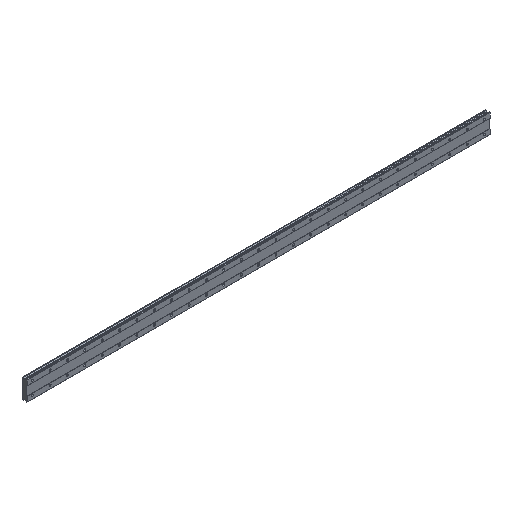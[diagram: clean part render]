
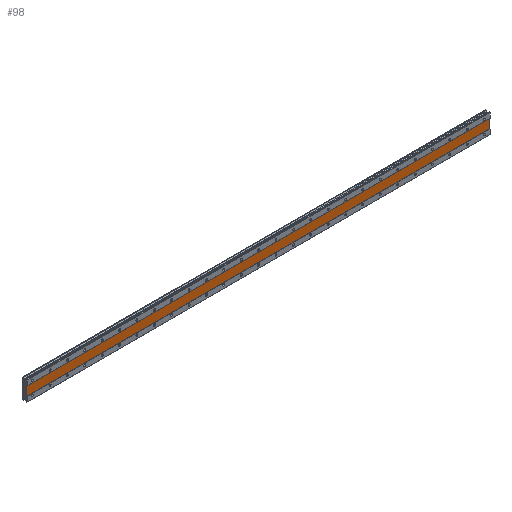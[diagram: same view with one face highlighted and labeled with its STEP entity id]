
A CAD part, isometric view. The second image highlights one B-rep face of the part: STEP entity #98.
In plain terms, the highlighted planar face has unit normal (0, -1, 0).
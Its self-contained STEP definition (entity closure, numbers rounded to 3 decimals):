
#74 = CARTESIAN_POINT ( 'NONE',  ( -25., 1., 20. ) ) ;
#84 = CARTESIAN_POINT ( 'NONE',  ( 2105., 1., 20. ) ) ;
#98 = ADVANCED_FACE ( 'NONE', ( #4174 ), #2708, .F. ) ;
#138 = CARTESIAN_POINT ( 'NONE',  ( 2105., 1., -20. ) ) ;
#647 = CARTESIAN_POINT ( 'NONE',  ( -25., 1., -20. ) ) ;
#680 = VERTEX_POINT ( 'NONE', #7168 ) ;
#707 = VERTEX_POINT ( 'NONE', #647 ) ;
#745 = CARTESIAN_POINT ( 'NONE',  ( 2105., 1., 20. ) ) ;
#800 = VECTOR ( 'NONE', #8661, 1000. ) ;
#967 = DIRECTION ( 'NONE',  ( 1., 0., 0. ) ) ;
#1150 = VERTEX_POINT ( 'NONE', #138 ) ;
#1490 = VERTEX_POINT ( 'NONE', #84 ) ;
#1660 = ORIENTED_EDGE ( 'NONE', *, *, #6743, .F. ) ;
#2099 = CARTESIAN_POINT ( 'NONE',  ( 2105., 1., -20. ) ) ;
#2147 = ORIENTED_EDGE ( 'NONE', *, *, #3699, .F. ) ;
#2334 = ORIENTED_EDGE ( 'NONE', *, *, #3753, .F. ) ;
#2708 = PLANE ( 'NONE',  #6734 ) ;
#2953 = LINE ( 'NONE', #74, #800 ) ;
#3461 = VECTOR ( 'NONE', #967, 1000. ) ;
#3657 = EDGE_CURVE ( 'NONE', #1490, #1150, #6510, .T. ) ;
#3667 = DIRECTION ( 'NONE',  ( 0., 0., -1. ) ) ;
#3699 = EDGE_CURVE ( 'NONE', #707, #680, #2953, .T. ) ;
#3753 = EDGE_CURVE ( 'NONE', #1150, #707, #7270, .T. ) ;
#4174 = FACE_OUTER_BOUND ( 'NONE', #6580, .T. ) ;
#4464 = ORIENTED_EDGE ( 'NONE', *, *, #3657, .F. ) ;
#4776 = LINE ( 'NONE', #7723, #3461 ) ;
#4895 = DIRECTION ( 'NONE',  ( 0., 0., 1. ) ) ;
#5625 = CARTESIAN_POINT ( 'NONE',  ( 2105., 1., 20. ) ) ;
#6441 = DIRECTION ( 'NONE',  ( 0., 1., 0. ) ) ;
#6510 = LINE ( 'NONE', #745, #8772 ) ;
#6580 = EDGE_LOOP ( 'NONE', ( #2334, #4464, #1660, #2147 ) ) ;
#6734 = AXIS2_PLACEMENT_3D ( 'NONE', #5625, #6441, #4895 ) ;
#6743 = EDGE_CURVE ( 'NONE', #680, #1490, #4776, .T. ) ;
#7168 = CARTESIAN_POINT ( 'NONE',  ( -25., 1., 20. ) ) ;
#7241 = VECTOR ( 'NONE', #7950, 1000. ) ;
#7270 = LINE ( 'NONE', #2099, #7241 ) ;
#7723 = CARTESIAN_POINT ( 'NONE',  ( 2105., 1., 20. ) ) ;
#7950 = DIRECTION ( 'NONE',  ( -1., 0., 0. ) ) ;
#8661 = DIRECTION ( 'NONE',  ( 0., 0., 1. ) ) ;
#8772 = VECTOR ( 'NONE', #3667, 1000. ) ;
